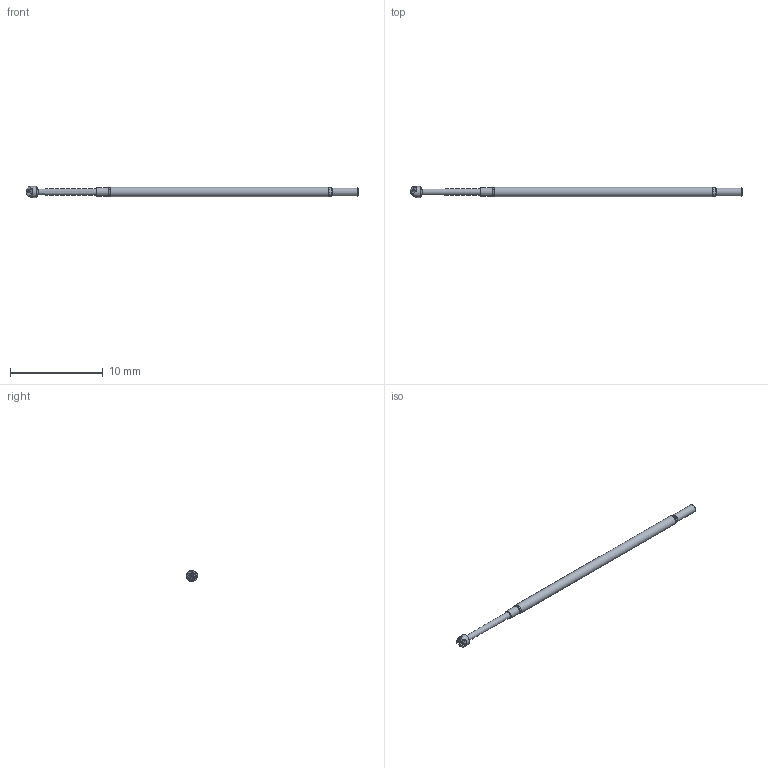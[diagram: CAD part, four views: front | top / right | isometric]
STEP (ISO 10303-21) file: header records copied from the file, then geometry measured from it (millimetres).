
FILE_DESCRIPTION (( 'STEP AP214' ), '1' );
FILE_NAME ('X50-PRP2538_.STEP', '2018-01-22T17:55:21', ( '' ), ( '' ), 'SwSTEP 2.0', 'SolidWorks 2017', '' );
FILE_SCHEMA (( 'AUTOMOTIVE_DESIGN' ));
Length unit declared in the file: inch
Products named in the file (1): X50-PRP2538_
Bounding box: 35.81 x 1.19 x 1.19 mm (x, y, z)
Volume: 25.2 mm3; surface area: 108 mm2
Topology: 1 solids, 1 shells, 49 faces, 125 edges, 79 vertices
Faces by surface type: bspline 30, cone 6, plane 5, cylinder 4, torus 4
Full cylindrical faces by diameter (mm): 0.856 x1, 0.894 x1, 1.021 x1, 1.194 x1
Entity records: 6575 total; most frequent: CARTESIAN_POINT 5055, ORIENTED_EDGE 216, EDGE_CURVE 108, B_SPLINE_CURVE_WITH_KNOTS 93, VERTEX_POINT 76, DIRECTION 70, EDGE_LOOP 64, FACE_OUTER_BOUND 57
